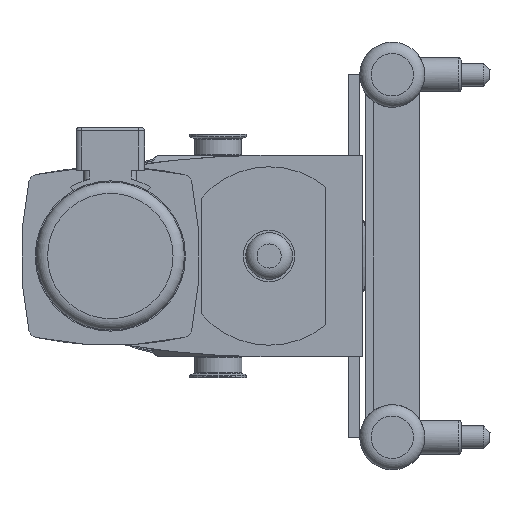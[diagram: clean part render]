
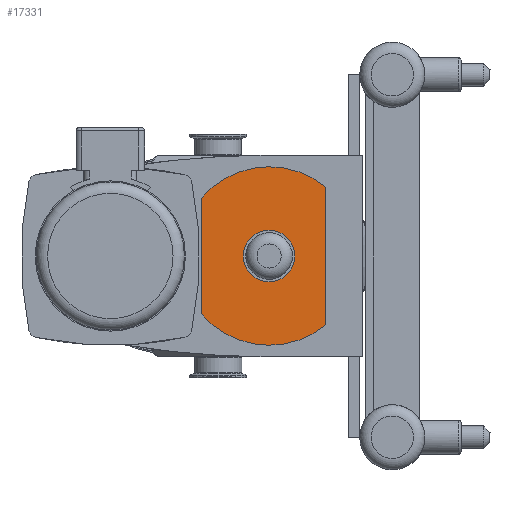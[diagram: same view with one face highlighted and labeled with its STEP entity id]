
A CAD part, left-side view. The second image highlights one B-rep face of the part: STEP entity #17331.
In plain terms, the highlighted planar face has unit normal (-1, 0, 0).
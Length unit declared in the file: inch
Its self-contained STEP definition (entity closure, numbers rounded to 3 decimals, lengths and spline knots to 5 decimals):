
#715=FACE_BOUND('',#5487,.T.);
#883=PLANE('',#18470);
#1589=LINE('',#27156,#2930);
#1593=LINE('',#27166,#2934);
#2930=VECTOR('',#20972,0.3937);
#2934=VECTOR('',#20984,0.3937);
#4440=FACE_OUTER_BOUND('',#5486,.T.);
#5486=EDGE_LOOP('',(#12683,#12684,#12685,#12686));
#5487=EDGE_LOOP('',(#12687));
#6538=CIRCLE('',#18460,1.1405);
#6540=CIRCLE('',#18464,3.937);
#6542=CIRCLE('',#18468,3.937);
#7682=VERTEX_POINT('',#27139);
#7685=VERTEX_POINT('',#27147);
#7686=VERTEX_POINT('',#27149);
#7688=VERTEX_POINT('',#27155);
#7690=VERTEX_POINT('',#27161);
#9551=EDGE_CURVE('',#7682,#7682,#6538,.T.);
#9554=EDGE_CURVE('',#7686,#7685,#6540,.T.);
#9557=EDGE_CURVE('',#7688,#7686,#1589,.T.);
#9560=EDGE_CURVE('',#7690,#7688,#6542,.T.);
#9563=EDGE_CURVE('',#7685,#7690,#1593,.T.);
#12683=ORIENTED_EDGE('',*,*,#9563,.T.);
#12684=ORIENTED_EDGE('',*,*,#9560,.T.);
#12685=ORIENTED_EDGE('',*,*,#9557,.T.);
#12686=ORIENTED_EDGE('',*,*,#9554,.T.);
#12687=ORIENTED_EDGE('',*,*,#9551,.T.);
#17331=ADVANCED_FACE('',(#4440,#715),#883,.F.);
#18460=AXIS2_PLACEMENT_3D('',#27141,#20957,#20958);
#18464=AXIS2_PLACEMENT_3D('',#27150,#20966,#20967);
#18468=AXIS2_PLACEMENT_3D('',#27162,#20978,#20979);
#18470=AXIS2_PLACEMENT_3D('',#27167,#20985,#20986);
#20957=DIRECTION('center_axis',(1.,0.,0.));
#20958=DIRECTION('ref_axis',(0.,0.,
-1.));
#20966=DIRECTION('center_axis',(-1.,0.,0.));
#20967=DIRECTION('ref_axis',(0.,0.635,-0.773));
#20972=DIRECTION('',(0.,0.,1.));
#20978=DIRECTION('center_axis',(-1.,0.,0.));
#20979=DIRECTION('ref_axis',(0.,-0.762,0.648));
#20984=DIRECTION('',(0.,0.,-1.));
#20985=DIRECTION('center_axis',(1.,0.,0.));
#20986=DIRECTION('ref_axis',(0.,0.,
-1.));
#27139=CARTESIAN_POINT('',(-24.304,-2.25,1.1405));
#27141=CARTESIAN_POINT('Origin',(-24.304,-2.25,0.));
#27147=CARTESIAN_POINT('',(-24.304,0.75,2.5495));
#27149=CARTESIAN_POINT('',(-24.304,-4.75,3.04138));
#27150=CARTESIAN_POINT('Origin',(-24.304,-2.25,0.));
#27155=CARTESIAN_POINT('',(-24.304,-4.75,-3.04138));
#27156=CARTESIAN_POINT('',(-24.304,-4.75,3.04138));
#27161=CARTESIAN_POINT('',(-24.304,0.75,-2.5495));
#27162=CARTESIAN_POINT('Origin',(-24.304,-2.25,0.));
#27166=CARTESIAN_POINT('',(-24.304,0.75,-2.5495));
#27167=CARTESIAN_POINT('Origin',(-24.304,-2.10291,0.));
